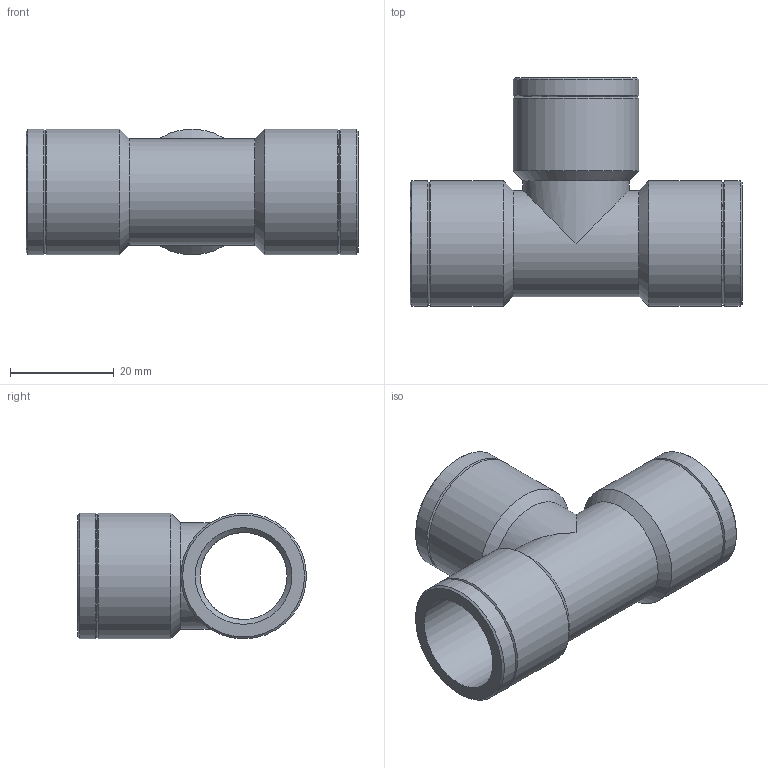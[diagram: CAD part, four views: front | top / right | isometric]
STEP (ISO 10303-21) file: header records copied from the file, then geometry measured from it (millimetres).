
FILE_DESCRIPTION(/* description */ ('PLASSON THREADED TEE 1/2"'),/* implementation_level */ '2;1');
FILE_NAME(/* name */ '050407005_0504070050A.ipt.stp',/* time_stamp */ '2017-06-18T09:21:00+03:00',/* author */ ('KIM'),/* organization */ (''),/* preprocessor_version */ 'ST-DEVELOPER v15.6',/* originating_system */ 'Autodesk Inventor 2015',/* authorisation */ '');
FILE_SCHEMA (('AUTOMOTIVE_DESIGN { 1 0 10303 214 3 1 1 }'));
Length unit declared in the file: millimetre
Products named in the file (1): 050407005_0504070050A
Bounding box: 64 x 44.11 x 24.22 mm (x, y, z)
Volume: 13680.9 mm3; surface area: 11701.5 mm2
Topology: 1 solids, 1 shells, 31 faces, 70 edges, 40 vertices
Faces by surface type: cone 15, cylinder 13, plane 3
Full cylindrical faces by diameter (mm): 16.768 x2, 18.631 x3, 20.494 x2, 24.22 x6
Entity records: 686 total; most frequent: DIRECTION 132, CARTESIAN_POINT 100, ORIENTED_EDGE 68, AXIS2_PLACEMENT_3D 66, EDGE_LOOP 64, VERTEX_POINT 34, EDGE_CURVE 34, FACE_BOUND 33
